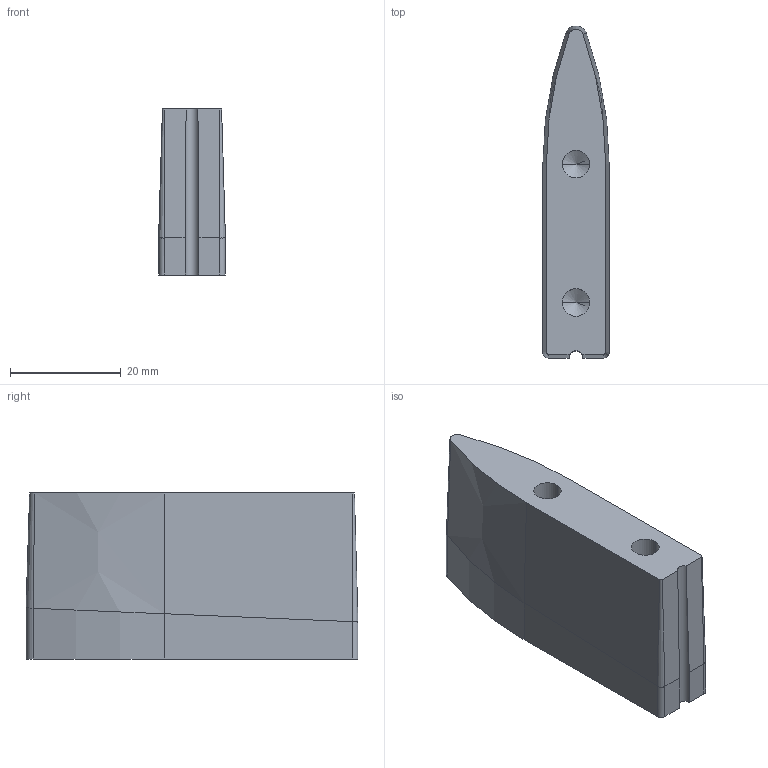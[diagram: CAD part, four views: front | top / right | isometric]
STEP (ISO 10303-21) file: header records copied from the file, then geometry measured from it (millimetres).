
FILE_DESCRIPTION (( 'STEP AP214' ), '1' );
FILE_NAME ('001-PD-002_Punch Finish.STEP', '2022-01-17T08:08:21', ( '' ), ( '' ), 'SwSTEP 2.0', 'SolidWorks 2015', '' );
FILE_SCHEMA (( 'AUTOMOTIVE_DESIGN' ));
Length unit declared in the file: millimetre
Products named in the file (2): 001-PD-002_Punch Finish
Bounding box: 11.98 x 59.98 x 30 mm (x, y, z)
Volume: 17576 mm3; surface area: 5751.8 mm2
Topology: 1 solids, 1 shells, 29 faces, 89 edges, 76 vertices
Faces by surface type: cylinder 10, plane 8, bspline 7, cone 4
Entity records: 1534 total; most frequent: CARTESIAN_POINT 674, ORIENTED_EDGE 138, DIRECTION 124, EDGE_CURVE 69, AXIS2_PLACEMENT_3D 44, VERTEX_POINT 44, VECTOR 36, LINE 36
